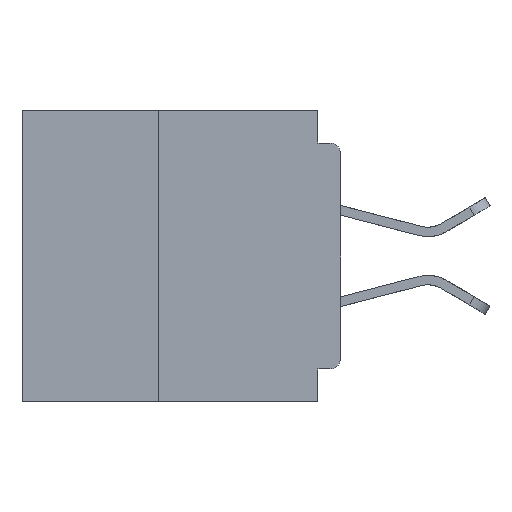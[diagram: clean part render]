
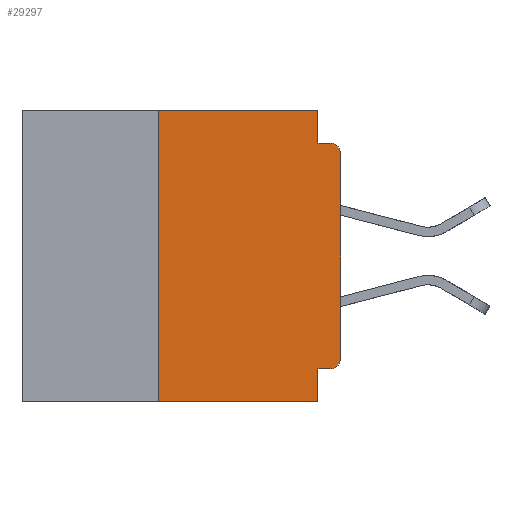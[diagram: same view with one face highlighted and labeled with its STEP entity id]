
A CAD part, left-side view. The second image highlights one B-rep face of the part: STEP entity #29297.
In plain terms, the highlighted planar face has unit normal (-1, 0, 0).
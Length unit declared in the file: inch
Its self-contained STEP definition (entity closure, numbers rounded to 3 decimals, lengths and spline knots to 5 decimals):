
#191 = VERTEX_POINT ( 'NONE', #32908 ) ;
#348 = PLANE ( 'NONE',  #3481 ) ;
#1221 = DIRECTION ( 'NONE',  ( 0., 1., 0. ) ) ;
#1884 = DIRECTION ( 'NONE',  ( 0., -1., 0. ) ) ;
#2304 = CIRCLE ( 'NONE', #7288, 0.015 ) ;
#2726 = ORIENTED_EDGE ( 'NONE', *, *, #21282, .T. ) ;
#2888 = EDGE_CURVE ( 'NONE', #35008, #7951, #36013, .T. ) ;
#3398 = DIRECTION ( 'NONE',  ( 1., 0., 0. ) ) ;
#3482 = CARTESIAN_POINT ( 'NONE',  ( 0., 0.015, -0.06 ) ) ;
#3481 = AXIS2_PLACEMENT_3D ( 'NONE', #34987, #3398, #23686 ) ;
#3572 = EDGE_CURVE ( 'NONE', #21800, #19049, #12540, .T. ) ;
#4020 = CARTESIAN_POINT ( 'NONE',  ( 0., 0.25, -0.4 ) ) ;
#4362 = EDGE_CURVE ( 'NONE', #10067, #23943, #7067, .T. ) ;
#5345 = ORIENTED_EDGE ( 'NONE', *, *, #11499, .T. ) ;
#5587 = DIRECTION ( 'NONE',  ( 0., 0., -1. ) ) ;
#5632 = CARTESIAN_POINT ( 'NONE',  ( 0., 0.031, 0. ) ) ;
#5689 = ORIENTED_EDGE ( 'NONE', *, *, #18159, .F. ) ;
#5892 = DIRECTION ( 'NONE',  ( 0., 0., -1. ) ) ;
#6251 = LINE ( 'NONE', #13835, #35947 ) ;
#6399 = DIRECTION ( 'NONE',  ( 0., 0., -1. ) ) ;
#6425 = VERTEX_POINT ( 'NONE', #27570 ) ;
#6724 = VECTOR ( 'NONE', #1884, 39.37008 ) ;
#7067 = CIRCLE ( 'NONE', #16125, 0.015 ) ;
#7288 = AXIS2_PLACEMENT_3D ( 'NONE', #3482, #23767, #6399 ) ;
#7696 = LINE ( 'NONE', #19355, #13621 ) ;
#7768 = DIRECTION ( 'NONE',  ( 0., -1., 0. ) ) ;
#7951 = VERTEX_POINT ( 'NONE', #21676 ) ;
#9235 = ORIENTED_EDGE ( 'NONE', *, *, #20584, .F. ) ;
#9349 = LINE ( 'NONE', #25126, #17109 ) ;
#10006 = VERTEX_POINT ( 'NONE', #25565 ) ;
#10067 = VERTEX_POINT ( 'NONE', #11368 ) ;
#11368 = CARTESIAN_POINT ( 'NONE',  ( 0., 0.015, -0.355 ) ) ;
#11499 = EDGE_CURVE ( 'NONE', #35008, #31471, #9349, .T. ) ;
#12281 = LINE ( 'NONE', #27277, #18229 ) ;
#12540 = LINE ( 'NONE', #5632, #27909 ) ;
#13345 = ORIENTED_EDGE ( 'NONE', *, *, #4362, .T. ) ;
#13621 = VECTOR ( 'NONE', #13751, 39.37008 ) ;
#13750 = LINE ( 'NONE', #20405, #20558 ) ;
#13751 = DIRECTION ( 'NONE',  ( 0., -1., 0. ) ) ;
#13835 = CARTESIAN_POINT ( 'NONE',  ( 0., 0., 0. ) ) ;
#15994 = CARTESIAN_POINT ( 'NONE',  ( 0., 0., -0.34 ) ) ;
#16125 = AXIS2_PLACEMENT_3D ( 'NONE', #24085, #23910, #23870 ) ;
#16512 = FACE_OUTER_BOUND ( 'NONE', #27059, .T. ) ;
#17109 = VECTOR ( 'NONE', #7768, 39.37008 ) ;
#17847 = CARTESIAN_POINT ( 'NONE',  ( 0., 0.25, -0.4 ) ) ;
#17879 = DIRECTION ( 'NONE',  ( 0., 0., 1. ) ) ;
#18159 = EDGE_CURVE ( 'NONE', #191, #31471, #13750, .T. ) ;
#18229 = VECTOR ( 'NONE', #1221, 39.37008 ) ;
#18274 = EDGE_CURVE ( 'NONE', #10006, #6425, #2304, .T. ) ;
#19049 = VERTEX_POINT ( 'NONE', #35889 ) ;
#19355 = CARTESIAN_POINT ( 'NONE',  ( 0., 0.437, 0. ) ) ;
#19788 = ORIENTED_EDGE ( 'NONE', *, *, #2888, .F. ) ;
#20405 = CARTESIAN_POINT ( 'NONE',  ( 0., 0.031, -0.4 ) ) ;
#20558 = VECTOR ( 'NONE', #5892, 39.37008 ) ;
#20584 = EDGE_CURVE ( 'NONE', #7951, #21800, #7696, .T. ) ;
#20913 = VECTOR ( 'NONE', #17879, 39.37008 ) ;
#21282 = EDGE_CURVE ( 'NONE', #23943, #10006, #6251, .T. ) ;
#21676 = CARTESIAN_POINT ( 'NONE',  ( 0., 0.25, 0. ) ) ;
#21800 = VERTEX_POINT ( 'NONE', #33369 ) ;
#22184 = LINE ( 'NONE', #25025, #6724 ) ;
#23686 = DIRECTION ( 'NONE',  ( 0., 0., -1. ) ) ;
#23767 = DIRECTION ( 'NONE',  ( -1., 0., 0. ) ) ;
#23870 = DIRECTION ( 'NONE',  ( 0., 0., -1. ) ) ;
#23910 = DIRECTION ( 'NONE',  ( -1., 0., 0. ) ) ;
#23943 = VERTEX_POINT ( 'NONE', #15994 ) ;
#24085 = CARTESIAN_POINT ( 'NONE',  ( 0., 0.015, -0.34 ) ) ;
#25025 = CARTESIAN_POINT ( 'NONE',  ( 0., 0., -0.045 ) ) ;
#25126 = CARTESIAN_POINT ( 'NONE',  ( 0., 0.437, -0.4 ) ) ;
#25565 = CARTESIAN_POINT ( 'NONE',  ( 0., 0., -0.06 ) ) ;
#26572 = ORIENTED_EDGE ( 'NONE', *, *, #35817, .F. ) ;
#27059 = EDGE_LOOP ( 'NONE', ( #2726, #27982, #26572, #33084, #9235, #19788, #5345, #5689, #29052, #13345 ) ) ;
#27277 = CARTESIAN_POINT ( 'NONE',  ( 0., 0., -0.355 ) ) ;
#27290 = EDGE_CURVE ( 'NONE', #10067, #191, #12281, .T. ) ;
#27570 = CARTESIAN_POINT ( 'NONE',  ( 0., 0.015, -0.045 ) ) ;
#27909 = VECTOR ( 'NONE', #5587, 39.37008 ) ;
#27982 = ORIENTED_EDGE ( 'NONE', *, *, #18274, .T. ) ;
#29052 = ORIENTED_EDGE ( 'NONE', *, *, #27290, .F. ) ;
#29297 = ADVANCED_FACE ( 'NONE', ( #16512 ), #348, .F. ) ;
#31471 = VERTEX_POINT ( 'NONE', #36978 ) ;
#32908 = CARTESIAN_POINT ( 'NONE',  ( 0., 0.031, -0.355 ) ) ;
#33084 = ORIENTED_EDGE ( 'NONE', *, *, #3572, .F. ) ;
#33369 = CARTESIAN_POINT ( 'NONE',  ( 0., 0.031, 0. ) ) ;
#34987 = CARTESIAN_POINT ( 'NONE',  ( 0., 0.437, 0. ) ) ;
#35008 = VERTEX_POINT ( 'NONE', #4020 ) ;
#35817 = EDGE_CURVE ( 'NONE', #19049, #6425, #22184, .T. ) ;
#35889 = CARTESIAN_POINT ( 'NONE',  ( 0., 0.031, -0.045 ) ) ;
#35947 = VECTOR ( 'NONE', #36671, 39.37008 ) ;
#36013 = LINE ( 'NONE', #17847, #20913 ) ;
#36671 = DIRECTION ( 'NONE',  ( 0., 0., 1. ) ) ;
#36978 = CARTESIAN_POINT ( 'NONE',  ( 0., 0.031, -0.4 ) ) ;
